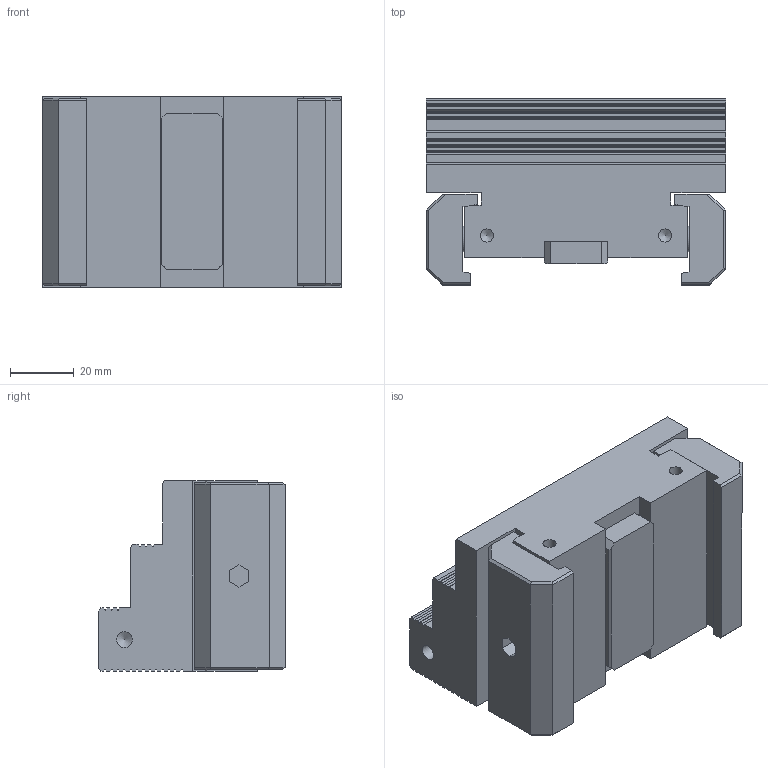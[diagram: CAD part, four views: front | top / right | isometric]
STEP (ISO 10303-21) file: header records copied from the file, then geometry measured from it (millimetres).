
FILE_DESCRIPTION(/* description */ (''),/* implementation_level */ '2;1');
FILE_NAME(/* name */ '300-0094-007-Kunde.stp',/* time_stamp */ '2023-01-20T15:01:35+01:00',/* author */ ('Chiacchiera'),/* organization */ (''),/* preprocessor_version */ 'ST-DEVELOPER v19.2',/* originating_system */ 'Autodesk Inventor 2023',/* authorisation */ '0 mm^3');
FILE_SCHEMA (('AUTOMOTIVE_DESIGN { 1 0 10303 214 3 1 1 }'));
Length unit declared in the file: millimetre
Products named in the file (1): 300-0094-007-Kunde
Bounding box: 94 x 58.5 x 60 mm (x, y, z)
Volume: 229788.7 mm3; surface area: 39839.9 mm2
Topology: 1 solids, 1 shells, 200 faces, 564 edges, 366 vertices
Faces by surface type: plane 165, cylinder 29, cone 6
Full cylindrical faces by diameter (mm): 4.134 x4, 4.917 x2, 8 x2
Entity records: 6611 total; most frequent: CARTESIAN_POINT 1125, ORIENTED_EDGE 1116, DIRECTION 1018, EDGE_CURVE 558, LINE 500, VECTOR 500, VERTEX_POINT 366, AXIS2_PLACEMENT_3D 259
